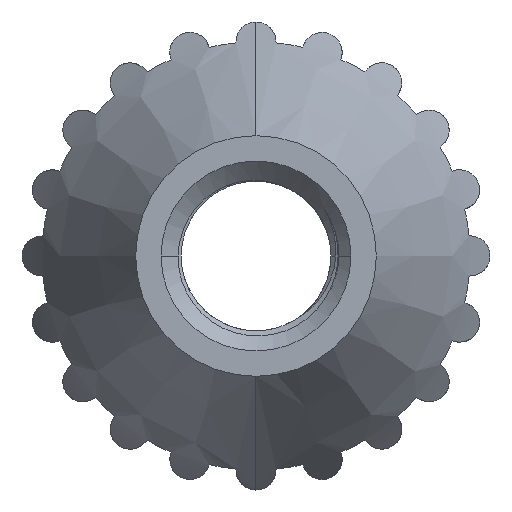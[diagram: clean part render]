
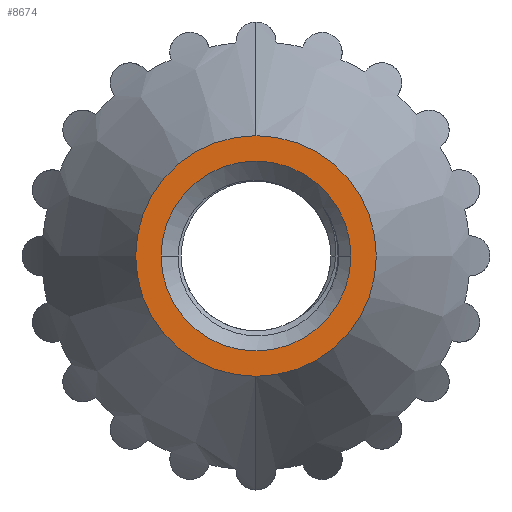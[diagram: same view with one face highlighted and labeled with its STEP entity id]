
A CAD part, front view. The second image highlights one B-rep face of the part: STEP entity #8674.
In plain terms, the highlighted planar face has unit normal (0, -1, 0).
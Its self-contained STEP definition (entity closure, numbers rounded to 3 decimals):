
#556 = DIRECTION ( 'NONE',  ( -1., 0., 0. ) ) ;
#815 = CIRCLE ( 'NONE', #7298, 7.1 ) ;
#882 = CARTESIAN_POINT ( 'NONE',  ( 0., 0., 0. ) ) ;
#1610 = FACE_OUTER_BOUND ( 'NONE', #5100, .T. ) ;
#1706 = DIRECTION ( 'NONE',  ( 1., 0., 0. ) ) ;
#1756 = AXIS2_PLACEMENT_3D ( 'NONE', #2114, #3480, #5094 ) ;
#2068 = VERTEX_POINT ( 'NONE', #2900 ) ;
#2114 = CARTESIAN_POINT ( 'NONE',  ( 0., 0., 0. ) ) ;
#2232 = CARTESIAN_POINT ( 'NONE',  ( -9., 0., 0. ) ) ;
#2330 = FACE_BOUND ( 'NONE', #6292, .T. ) ;
#2747 = ORIENTED_EDGE ( 'NONE', *, *, #3229, .T. ) ;
#2771 = VERTEX_POINT ( 'NONE', #6925 ) ;
#2900 = CARTESIAN_POINT ( 'NONE',  ( 0., 0., -9. ) ) ;
#3229 = EDGE_CURVE ( 'NONE', #2068, #4847, #7056, .T. ) ;
#3379 = CARTESIAN_POINT ( 'NONE',  ( 0., 0., 9. ) ) ;
#3480 = DIRECTION ( 'NONE',  ( 0., -1., 0. ) ) ;
#3490 = EDGE_CURVE ( 'NONE', #2771, #8858, #815, .T. ) ;
#4319 = DIRECTION ( 'NONE',  ( 0., -1., 0. ) ) ;
#4847 = VERTEX_POINT ( 'NONE', #3379 ) ;
#4849 = ORIENTED_EDGE ( 'NONE', *, *, #3490, .F. ) ;
#4992 = ORIENTED_EDGE ( 'NONE', *, *, #6003, .F. ) ;
#5063 = CARTESIAN_POINT ( 'NONE',  ( 0., 0., 0. ) ) ;
#5094 = DIRECTION ( 'NONE',  ( -1., 0., 0. ) ) ;
#5100 = EDGE_LOOP ( 'NONE', ( #6164, #2747 ) ) ;
#5319 = CARTESIAN_POINT ( 'NONE',  ( 0., 0., 0. ) ) ;
#5456 = DIRECTION ( 'NONE',  ( 0., -1., 0. ) ) ;
#5533 = DIRECTION ( 'NONE',  ( 1., 0., 0. ) ) ;
#5546 = CARTESIAN_POINT ( 'NONE',  ( 7.1, 0., 0. ) ) ;
#5662 = AXIS2_PLACEMENT_3D ( 'NONE', #882, #6929, #5533 ) ;
#5979 = PLANE ( 'NONE',  #6183 ) ;
#6003 = EDGE_CURVE ( 'NONE', #8858, #2771, #9620, .T. ) ;
#6164 = ORIENTED_EDGE ( 'NONE', *, *, #8454, .T. ) ;
#6183 = AXIS2_PLACEMENT_3D ( 'NONE', #2232, #7478, #8222 ) ;
#6292 = EDGE_LOOP ( 'NONE', ( #4992, #4849 ) ) ;
#6306 = CIRCLE ( 'NONE', #9382, 9. ) ;
#6925 = CARTESIAN_POINT ( 'NONE',  ( -7.1, 0., 0. ) ) ;
#6929 = DIRECTION ( 'NONE',  ( 0., -1., 0. ) ) ;
#7056 = CIRCLE ( 'NONE', #1756, 9. ) ;
#7298 = AXIS2_PLACEMENT_3D ( 'NONE', #5319, #5456, #1706 ) ;
#7478 = DIRECTION ( 'NONE',  ( 0., 1., 0. ) ) ;
#8222 = DIRECTION ( 'NONE',  ( -1., 0., 0. ) ) ;
#8454 = EDGE_CURVE ( 'NONE', #4847, #2068, #6306, .T. ) ;
#8674 = ADVANCED_FACE ( 'NONE', ( #2330, #1610 ), #5979, .F. ) ;
#8858 = VERTEX_POINT ( 'NONE', #5546 ) ;
#9382 = AXIS2_PLACEMENT_3D ( 'NONE', #5063, #4319, #556 ) ;
#9620 = CIRCLE ( 'NONE', #5662, 7.1 ) ;
